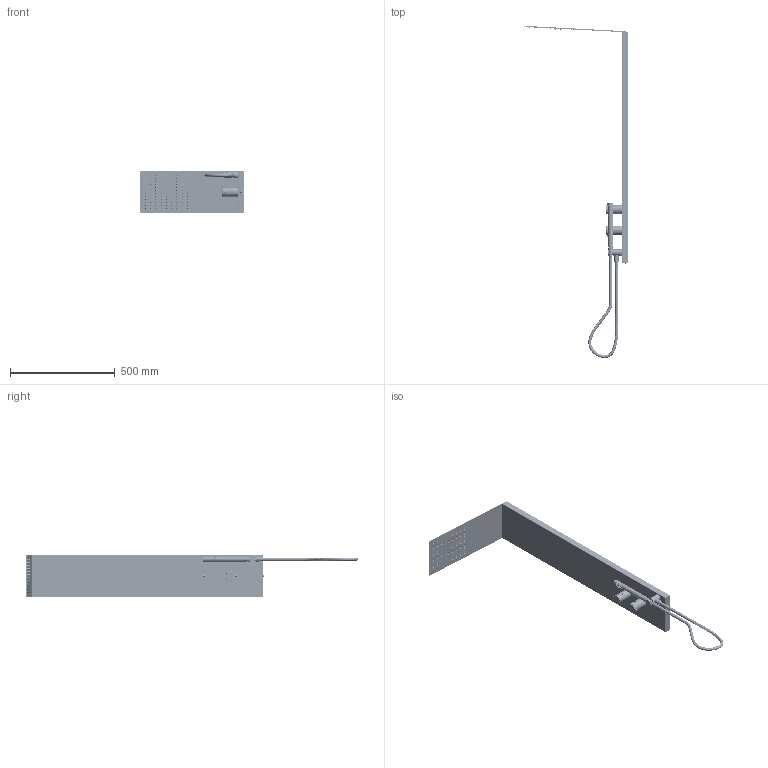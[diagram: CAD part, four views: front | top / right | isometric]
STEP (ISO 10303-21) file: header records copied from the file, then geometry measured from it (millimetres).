
FILE_DESCRIPTION((''),'2;1');
FILE_NAME('ZCOL672CR','2021-04-14T12:49:56',('ut3'),('PAFFONI SpA'),'CREO PARAMETRIC BY PTC INC, 2020044','CREO PARAMETRIC BY PTC INC, 2020044','');
FILE_SCHEMA(('CONFIG_CONTROL_DESIGN','SHAPE_APPEARANCE_LAYERS_GROUPS'));
Products named in the file (1): ZCOL672CR
Bounding box: 499.42 x 1581.08 x 200 mm (x, y, z)
Volume: 795646.2 mm3; surface area: 1206815.1 mm2
Topology: 28 solids, 29 shells, 5097 faces, 11848 edges, 7161 vertices
Faces by surface type: torus 2031, cylinder 1345, plane 1055, cone 452, extrusion 171, bspline 27, sphere 16
Entity records: 170570 total; most frequent: CARTESIAN_POINT 46853, DIRECTION 28256, ORIENTED_EDGE 23624, AXIS2_PLACEMENT_3D 12391, EDGE_CURVE 11812, CIRCLE 7491, VERTEX_POINT 7161, EDGE_LOOP 5961
